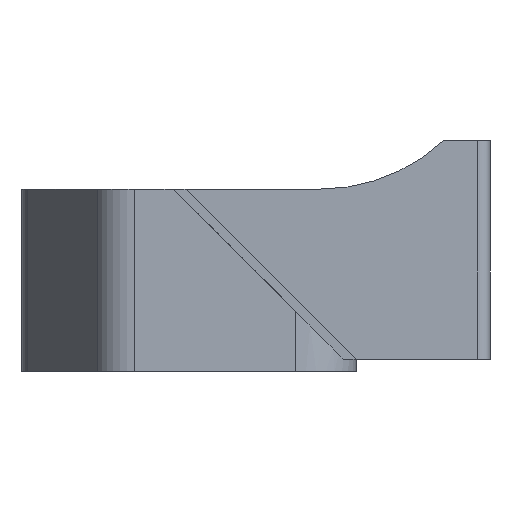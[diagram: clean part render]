
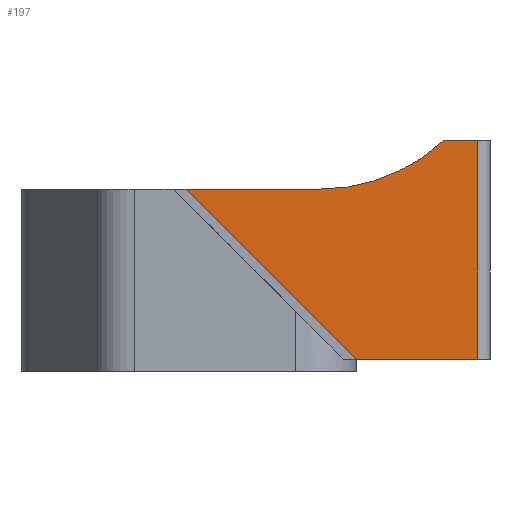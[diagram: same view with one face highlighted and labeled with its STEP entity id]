
A CAD part, front view. The second image highlights one B-rep face of the part: STEP entity #197.
In plain terms, the highlighted planar face has unit normal (0, -1, 0).
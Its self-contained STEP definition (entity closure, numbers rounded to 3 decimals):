
#119 = VECTOR ( 'NONE', #2695, 1000. ) ;
#189 = DIRECTION ( 'NONE',  ( 0.707, 0., -0.707 ) ) ;
#197 = ADVANCED_FACE ( 'NONE', ( #2817 ), #1226, .F. ) ;
#216 = VECTOR ( 'NONE', #1213, 1000. ) ;
#228 = LINE ( 'NONE', #2440, #119 ) ;
#396 = AXIS2_PLACEMENT_3D ( 'NONE', #993, #1895, #1881 ) ;
#466 = VERTEX_POINT ( 'NONE', #2735 ) ;
#562 = DIRECTION ( 'NONE',  ( 1., 0., 0. ) ) ;
#584 = ORIENTED_EDGE ( 'NONE', *, *, #1110, .T. ) ;
#650 = VERTEX_POINT ( 'NONE', #2810 ) ;
#882 = EDGE_CURVE ( 'NONE', #466, #1969, #1482, .T. ) ;
#903 = VECTOR ( 'NONE', #189, 1000. ) ;
#978 = ORIENTED_EDGE ( 'NONE', *, *, #1242, .T. ) ;
#993 = CARTESIAN_POINT ( 'NONE',  ( 33.314, -20., 36. ) ) ;
#1004 = DIRECTION ( 'NONE',  ( -1., 0., 0. ) ) ;
#1042 = CIRCLE ( 'NONE', #1408, 30. ) ;
#1063 = CARTESIAN_POINT ( 'NONE',  ( 2.657, -20., 8.657 ) ) ;
#1110 = EDGE_CURVE ( 'NONE', #2191, #2331, #1042, .T. ) ;
#1213 = DIRECTION ( 'NONE',  ( -1., 0., 0. ) ) ;
#1226 = PLANE ( 'NONE',  #396 ) ;
#1242 = EDGE_CURVE ( 'NONE', #1986, #1969, #1711, .T. ) ;
#1268 = VECTOR ( 'NONE', #2389, 1000. ) ;
#1346 = CARTESIAN_POINT ( 'NONE',  ( 25.71, -20., 36. ) ) ;
#1359 = ORIENTED_EDGE ( 'NONE', *, *, #2738, .T. ) ;
#1373 = CARTESIAN_POINT ( 'NONE',  ( 33.314, -20., 36. ) ) ;
#1408 = AXIS2_PLACEMENT_3D ( 'NONE', #2362, #1648, #1004 ) ;
#1445 = EDGE_LOOP ( 'NONE', ( #2567, #2222, #1359, #584, #1943, #978 ) ) ;
#1482 = LINE ( 'NONE', #2826, #1268 ) ;
#1648 = DIRECTION ( 'NONE',  ( 0., 1., 0. ) ) ;
#1711 = LINE ( 'NONE', #1063, #903 ) ;
#1742 = CARTESIAN_POINT ( 'NONE',  ( 11.314, -20., 0. ) ) ;
#1881 = DIRECTION ( 'NONE',  ( 0., 0., 1. ) ) ;
#1895 = DIRECTION ( 'NONE',  ( 0., 1., 0. ) ) ;
#1943 = ORIENTED_EDGE ( 'NONE', *, *, #2297, .F. ) ;
#1969 = VERTEX_POINT ( 'NONE', #1742 ) ;
#1986 = VERTEX_POINT ( 'NONE', #2146 ) ;
#2098 = EDGE_CURVE ( 'NONE', #466, #650, #228, .T. ) ;
#2146 = CARTESIAN_POINT ( 'NONE',  ( -16.686, -20., 28. ) ) ;
#2191 = VERTEX_POINT ( 'NONE', #1346 ) ;
#2222 = ORIENTED_EDGE ( 'NONE', *, *, #2098, .T. ) ;
#2288 = LINE ( 'NONE', #1373, #216 ) ;
#2297 = EDGE_CURVE ( 'NONE', #1986, #2331, #2327, .T. ) ;
#2327 = LINE ( 'NONE', #2555, #2622 ) ;
#2331 = VERTEX_POINT ( 'NONE', #2525 ) ;
#2362 = CARTESIAN_POINT ( 'NONE',  ( 5.314, -20., 58. ) ) ;
#2389 = DIRECTION ( 'NONE',  ( -1., 0., 0. ) ) ;
#2440 = CARTESIAN_POINT ( 'NONE',  ( 31.314, -20., 36. ) ) ;
#2525 = CARTESIAN_POINT ( 'NONE',  ( 5.314, -20., 28. ) ) ;
#2555 = CARTESIAN_POINT ( 'NONE',  ( 22., -20., 28. ) ) ;
#2567 = ORIENTED_EDGE ( 'NONE', *, *, #882, .F. ) ;
#2622 = VECTOR ( 'NONE', #562, 1000. ) ;
#2695 = DIRECTION ( 'NONE',  ( 0., 0., 1. ) ) ;
#2735 = CARTESIAN_POINT ( 'NONE',  ( 31.314, -20., 0. ) ) ;
#2738 = EDGE_CURVE ( 'NONE', #650, #2191, #2288, .T. ) ;
#2810 = CARTESIAN_POINT ( 'NONE',  ( 31.314, -20., 36. ) ) ;
#2817 = FACE_OUTER_BOUND ( 'NONE', #1445, .T. ) ;
#2826 = CARTESIAN_POINT ( 'NONE',  ( 33.314, -20., 0. ) ) ;
